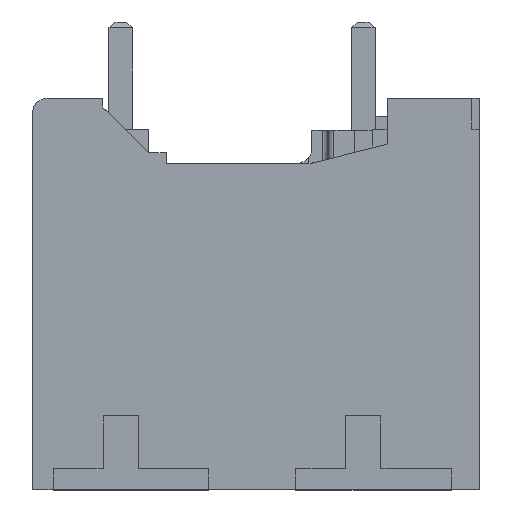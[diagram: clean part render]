
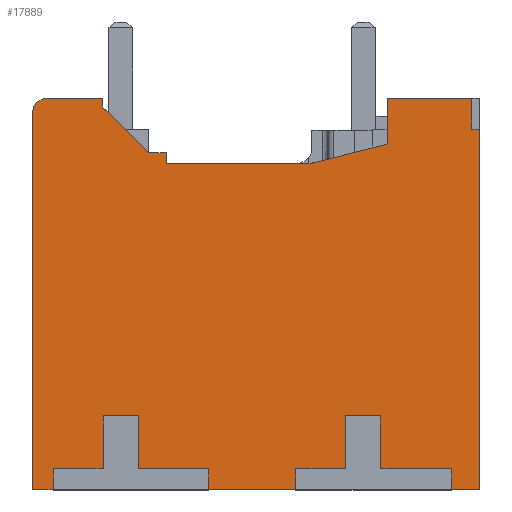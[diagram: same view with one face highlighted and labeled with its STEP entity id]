
A CAD part, top view. The second image highlights one B-rep face of the part: STEP entity #17889.
In plain terms, the highlighted planar face has unit normal (0, 0, 1).
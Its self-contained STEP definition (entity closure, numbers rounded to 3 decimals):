
#3937=DIRECTION('',(0.,1.,0.));
#3938=VECTOR('',#3937,12.25);
#3939=CARTESIAN_POINT('',(12.2,0.,2.2));
#3940=LINE('',#3939,#3938);
#4212=DIRECTION('',(-1.,0.,0.));
#4213=VECTOR('',#4212,4.959);
#4214=CARTESIAN_POINT('',(6.505,11.1,2.2));
#4215=LINE('',#4214,#4213);
#5952=DIRECTION('',(0.707,0.707,0.));
#5953=VECTOR('',#5952,0.039);
#5954=CARTESIAN_POINT('',(9.032,11.732,2.2));
#5955=LINE('',#5954,#5953);
#5956=DIRECTION('',(0.,1.,0.));
#5957=VECTOR('',#5956,1.541);
#5958=CARTESIAN_POINT('',(9.059,11.759,2.2));
#5959=LINE('',#5958,#5957);
#5960=DIRECTION('',(1.,0.,0.));
#5961=VECTOR('',#5960,2.878);
#5962=CARTESIAN_POINT('',(9.059,13.3,2.2));
#5963=LINE('',#5962,#5961);
#5964=DIRECTION('',(0.,-1.,0.));
#5965=VECTOR('',#5964,1.05);
#5966=CARTESIAN_POINT('',(11.938,13.3,2.2));
#5967=LINE('',#5966,#5965);
#5968=DIRECTION('',(-1.,0.,0.));
#5969=VECTOR('',#5968,0.95);
#5970=CARTESIAN_POINT('',(12.2,0.,2.2));
#5971=LINE('',#5970,#5969);
#5972=DIRECTION('',(0.,1.,0.));
#5973=VECTOR('',#5972,0.7);
#5974=CARTESIAN_POINT('',(11.25,0.,2.2));
#5975=LINE('',#5974,#5973);
#5976=DIRECTION('',(0.,1.,0.));
#5977=VECTOR('',#5976,1.8);
#5978=CARTESIAN_POINT('',(8.85,0.7,2.2));
#5979=LINE('',#5978,#5977);
#5980=DIRECTION('',(-1.,0.,0.));
#5981=VECTOR('',#5980,2.95);
#5982=CARTESIAN_POINT('',(5.95,0.,2.2));
#5983=LINE('',#5982,#5981);
#5984=DIRECTION('',(0.,1.,0.));
#5985=VECTOR('',#5984,0.7);
#5986=CARTESIAN_POINT('',(3.,0.,2.2));
#5987=LINE('',#5986,#5985);
#5988=DIRECTION('',(0.,1.,0.));
#5989=VECTOR('',#5988,1.8);
#5990=CARTESIAN_POINT('',(0.6,0.7,2.2));
#5991=LINE('',#5990,#5989);
#5992=DIRECTION('',(-1.,0.,0.));
#5993=VECTOR('',#5992,0.7);
#5994=CARTESIAN_POINT('',(-2.3,0.,2.2));
#5995=LINE('',#5994,#5993);
#5996=CARTESIAN_POINT('',(-2.5,12.8,2.2));
#5997=DIRECTION('',(0.,0.,-1.));
#5998=DIRECTION('',(-1.,0.,0.));
#5999=AXIS2_PLACEMENT_3D('',#5996,#5997,#5998);
#6001=DIRECTION('',(1.,0.,0.));
#6002=VECTOR('',#6001,1.895);
#6003=CARTESIAN_POINT('',(-2.5,13.3,2.2));
#6004=LINE('',#6003,#6002);
#6005=DIRECTION('',(0.,-1.,0.));
#6006=VECTOR('',#6005,0.295);
#6007=CARTESIAN_POINT('',(-0.605,13.3,2.2));
#6008=LINE('',#6007,#6006);
#6009=DIRECTION('',(0.707,-0.707,0.));
#6010=VECTOR('',#6009,2.199);
#6011=CARTESIAN_POINT('',(-0.605,13.005,2.2));
#6012=LINE('',#6011,#6010);
#6013=DIRECTION('',(1.,0.,0.));
#6014=VECTOR('',#6013,0.596);
#6015=CARTESIAN_POINT('',(0.949,11.451,2.2));
#6016=LINE('',#6015,#6014);
#6017=DIRECTION('',(0.,-1.,0.));
#6018=VECTOR('',#6017,0.351);
#6019=CARTESIAN_POINT('',(1.546,11.451,2.2));
#6020=LINE('',#6019,#6018);
#6021=DIRECTION('',(0.97,0.243,0.));
#6022=VECTOR('',#6021,2.604);
#6023=CARTESIAN_POINT('',(6.505,11.1,2.2));
#6024=LINE('',#6023,#6022);
#6489=DIRECTION('',(-1.,0.,0.));
#6490=VECTOR('',#6489,0.262);
#6491=CARTESIAN_POINT('',(12.2,12.25,2.2));
#6492=LINE('',#6491,#6490);
#6505=DIRECTION('',(1.,0.,0.));
#6506=VECTOR('',#6505,2.4);
#6507=CARTESIAN_POINT('',(8.85,0.7,2.2));
#6508=LINE('',#6507,#6506);
#6553=DIRECTION('',(1.,0.,0.));
#6554=VECTOR('',#6553,1.7);
#6555=CARTESIAN_POINT('',(5.95,0.7,2.2));
#6556=LINE('',#6555,#6554);
#6557=DIRECTION('',(0.,1.,0.));
#6558=VECTOR('',#6557,1.8);
#6559=CARTESIAN_POINT('',(7.65,0.7,2.2));
#6560=LINE('',#6559,#6558);
#6565=DIRECTION('',(1.,0.,0.));
#6566=VECTOR('',#6565,1.2);
#6567=CARTESIAN_POINT('',(7.65,2.5,2.2));
#6568=LINE('',#6567,#6566);
#6573=DIRECTION('',(0.,1.,0.));
#6574=VECTOR('',#6573,0.7);
#6575=CARTESIAN_POINT('',(5.95,0.,2.2));
#6576=LINE('',#6575,#6574);
#6585=DIRECTION('',(1.,0.,0.));
#6586=VECTOR('',#6585,2.4);
#6587=CARTESIAN_POINT('',(0.6,0.7,2.2));
#6588=LINE('',#6587,#6586);
#6633=DIRECTION('',(1.,0.,0.));
#6634=VECTOR('',#6633,1.7);
#6635=CARTESIAN_POINT('',(-2.3,0.7,2.2));
#6636=LINE('',#6635,#6634);
#6637=DIRECTION('',(0.,1.,0.));
#6638=VECTOR('',#6637,1.8);
#6639=CARTESIAN_POINT('',(-0.6,0.7,2.2));
#6640=LINE('',#6639,#6638);
#6645=DIRECTION('',(1.,0.,0.));
#6646=VECTOR('',#6645,1.2);
#6647=CARTESIAN_POINT('',(-0.6,2.5,2.2));
#6648=LINE('',#6647,#6646);
#6653=DIRECTION('',(0.,1.,0.));
#6654=VECTOR('',#6653,0.7);
#6655=CARTESIAN_POINT('',(-2.3,0.,2.2));
#6656=LINE('',#6655,#6654);
#6661=DIRECTION('',(0.,-1.,0.));
#6662=VECTOR('',#6661,12.8);
#6663=CARTESIAN_POINT('',(-3.,12.8,2.2));
#6664=LINE('',#6663,#6662);
#7605=CARTESIAN_POINT('',(-3.,0.,2.2));
#7606=VERTEX_POINT('',#7605);
#7607=CARTESIAN_POINT('',(-2.3,0.,2.2));
#7608=VERTEX_POINT('',#7607);
#7613=CARTESIAN_POINT('',(3.,0.,2.2));
#7614=VERTEX_POINT('',#7613);
#7615=CARTESIAN_POINT('',(5.95,0.,2.2));
#7616=VERTEX_POINT('',#7615);
#7621=CARTESIAN_POINT('',(11.25,0.,2.2));
#7622=VERTEX_POINT('',#7621);
#7623=CARTESIAN_POINT('',(12.2,0.,2.2));
#7624=VERTEX_POINT('',#7623);
#7985=CARTESIAN_POINT('',(12.2,12.25,2.2));
#7986=VERTEX_POINT('',#7985);
#7991=CARTESIAN_POINT('',(9.032,11.732,2.2));
#7992=CARTESIAN_POINT('',(9.059,11.759,2.2));
#7993=VERTEX_POINT('',#7991);
#7994=VERTEX_POINT('',#7992);
#7995=CARTESIAN_POINT('',(9.059,13.3,2.2));
#7996=VERTEX_POINT('',#7995);
#7997=CARTESIAN_POINT('',(11.938,13.3,2.2));
#7998=VERTEX_POINT('',#7997);
#7999=CARTESIAN_POINT('',(11.938,12.25,2.2));
#8000=VERTEX_POINT('',#7999);
#8001=CARTESIAN_POINT('',(11.25,0.7,2.2));
#8002=VERTEX_POINT('',#8001);
#8003=CARTESIAN_POINT('',(8.85,0.7,2.2));
#8004=VERTEX_POINT('',#8003);
#8005=CARTESIAN_POINT('',(8.85,2.5,2.2));
#8006=VERTEX_POINT('',#8005);
#8007=CARTESIAN_POINT('',(7.65,2.5,2.2));
#8008=VERTEX_POINT('',#8007);
#8009=CARTESIAN_POINT('',(7.65,0.7,2.2));
#8010=VERTEX_POINT('',#8009);
#8011=CARTESIAN_POINT('',(5.95,0.7,2.2));
#8012=VERTEX_POINT('',#8011);
#8013=CARTESIAN_POINT('',(3.,0.7,2.2));
#8014=VERTEX_POINT('',#8013);
#8015=CARTESIAN_POINT('',(0.6,0.7,2.2));
#8016=VERTEX_POINT('',#8015);
#8017=CARTESIAN_POINT('',(0.6,2.5,2.2));
#8018=VERTEX_POINT('',#8017);
#8019=CARTESIAN_POINT('',(-0.6,2.5,2.2));
#8020=VERTEX_POINT('',#8019);
#8021=CARTESIAN_POINT('',(-0.6,0.7,2.2));
#8022=VERTEX_POINT('',#8021);
#8023=CARTESIAN_POINT('',(-2.3,0.7,2.2));
#8024=VERTEX_POINT('',#8023);
#8025=CARTESIAN_POINT('',(-3.,12.8,2.2));
#8026=VERTEX_POINT('',#8025);
#8027=CARTESIAN_POINT('',(-2.5,13.3,2.2));
#8028=VERTEX_POINT('',#8027);
#8029=CARTESIAN_POINT('',(-0.605,13.3,2.2));
#8030=VERTEX_POINT('',#8029);
#8031=CARTESIAN_POINT('',(-0.605,13.005,2.2));
#8032=VERTEX_POINT('',#8031);
#8033=CARTESIAN_POINT('',(0.949,11.451,2.2));
#8034=VERTEX_POINT('',#8033);
#8035=CARTESIAN_POINT('',(1.546,11.451,2.2));
#8036=VERTEX_POINT('',#8035);
#8037=CARTESIAN_POINT('',(1.546,11.1,2.2));
#8038=VERTEX_POINT('',#8037);
#8039=CARTESIAN_POINT('',(6.505,11.1,2.2));
#8040=VERTEX_POINT('',#8039);
#17830=CARTESIAN_POINT('',(0.,0.,2.2));
#17831=DIRECTION('',(0.,0.,1.));
#17832=DIRECTION('',(1.,0.,0.));
#17833=AXIS2_PLACEMENT_3D('',#17830,#17831,#17832);
#17834=PLANE('',#17833);
#17836=ORIENTED_EDGE('',*,*,#17835,.T.);
#17837=ORIENTED_EDGE('',*,*,#15292,.T.);
#17838=ORIENTED_EDGE('',*,*,#15269,.T.);
#17840=ORIENTED_EDGE('',*,*,#17839,.T.);
#17842=ORIENTED_EDGE('',*,*,#17841,.F.);
#17843=ORIENTED_EDGE('',*,*,#15227,.F.);
#17844=ORIENTED_EDGE('',*,*,#9837,.T.);
#17846=ORIENTED_EDGE('',*,*,#17845,.T.);
#17848=ORIENTED_EDGE('',*,*,#17847,.F.);
#17850=ORIENTED_EDGE('',*,*,#17849,.T.);
#17852=ORIENTED_EDGE('',*,*,#17851,.F.);
#17854=ORIENTED_EDGE('',*,*,#17853,.F.);
#17856=ORIENTED_EDGE('',*,*,#17855,.F.);
#17858=ORIENTED_EDGE('',*,*,#17857,.F.);
#17859=ORIENTED_EDGE('',*,*,#9829,.T.);
#17861=ORIENTED_EDGE('',*,*,#17860,.T.);
#17863=ORIENTED_EDGE('',*,*,#17862,.F.);
#17865=ORIENTED_EDGE('',*,*,#17864,.T.);
#17867=ORIENTED_EDGE('',*,*,#17866,.F.);
#17869=ORIENTED_EDGE('',*,*,#17868,.F.);
#17871=ORIENTED_EDGE('',*,*,#17870,.F.);
#17873=ORIENTED_EDGE('',*,*,#17872,.F.);
#17874=ORIENTED_EDGE('',*,*,#9821,.T.);
#17876=ORIENTED_EDGE('',*,*,#17875,.F.);
#17877=ORIENTED_EDGE('',*,*,#17823,.T.);
#17878=ORIENTED_EDGE('',*,*,#15873,.T.);
#17879=ORIENTED_EDGE('',*,*,#15854,.T.);
#17881=ORIENTED_EDGE('',*,*,#17880,.T.);
#17882=ORIENTED_EDGE('',*,*,#15665,.T.);
#17883=ORIENTED_EDGE('',*,*,#15626,.T.);
#17884=ORIENTED_EDGE('',*,*,#15550,.F.);
#17886=ORIENTED_EDGE('',*,*,#17885,.T.);
#17887=EDGE_LOOP('',(#17836,#17837,#17838,#17840,#17842,#17843,#17844,#17846,
#17848,#17850,#17852,#17854,#17856,#17858,#17859,#17861,#17863,#17865,#17867,
#17869,#17871,#17873,#17874,#17876,#17877,#17878,#17879,#17881,#17882,#17883,
#17884,#17886));
#17888=FACE_OUTER_BOUND('',#17887,.F.);
#17889=ADVANCED_FACE('',(#17888),#17834,.T.);
#6000=CIRCLE('',#5999,0.5);
#9821=EDGE_CURVE('',#7608,#7606,#5995,.T.);
#9829=EDGE_CURVE('',#7616,#7614,#5983,.T.);
#9837=EDGE_CURVE('',#7624,#7622,#5971,.T.);
#15227=EDGE_CURVE('',#7624,#7986,#3940,.T.);
#15269=EDGE_CURVE('',#7996,#7998,#5963,.T.);
#15292=EDGE_CURVE('',#7994,#7996,#5959,.T.);
#15550=EDGE_CURVE('',#8040,#8038,#4215,.T.);
#15626=EDGE_CURVE('',#8036,#8038,#6020,.T.);
#15665=EDGE_CURVE('',#8034,#8036,#6016,.T.);
#15854=EDGE_CURVE('',#8030,#8032,#6008,.T.);
#15873=EDGE_CURVE('',#8028,#8030,#6004,.T.);
#17823=EDGE_CURVE('',#8026,#8028,#6000,.T.);
#17835=EDGE_CURVE('',#7993,#7994,#5955,.T.);
#17839=EDGE_CURVE('',#7998,#8000,#5967,.T.);
#17841=EDGE_CURVE('',#7986,#8000,#6492,.T.);
#17845=EDGE_CURVE('',#7622,#8002,#5975,.T.);
#17847=EDGE_CURVE('',#8004,#8002,#6508,.T.);
#17849=EDGE_CURVE('',#8004,#8006,#5979,.T.);
#17851=EDGE_CURVE('',#8008,#8006,#6568,.T.);
#17853=EDGE_CURVE('',#8010,#8008,#6560,.T.);
#17855=EDGE_CURVE('',#8012,#8010,#6556,.T.);
#17857=EDGE_CURVE('',#7616,#8012,#6576,.T.);
#17860=EDGE_CURVE('',#7614,#8014,#5987,.T.);
#17862=EDGE_CURVE('',#8016,#8014,#6588,.T.);
#17864=EDGE_CURVE('',#8016,#8018,#5991,.T.);
#17866=EDGE_CURVE('',#8020,#8018,#6648,.T.);
#17868=EDGE_CURVE('',#8022,#8020,#6640,.T.);
#17870=EDGE_CURVE('',#8024,#8022,#6636,.T.);
#17872=EDGE_CURVE('',#7608,#8024,#6656,.T.);
#17875=EDGE_CURVE('',#8026,#7606,#6664,.T.);
#17880=EDGE_CURVE('',#8032,#8034,#6012,.T.);
#17885=EDGE_CURVE('',#8040,#7993,#6024,.T.);
